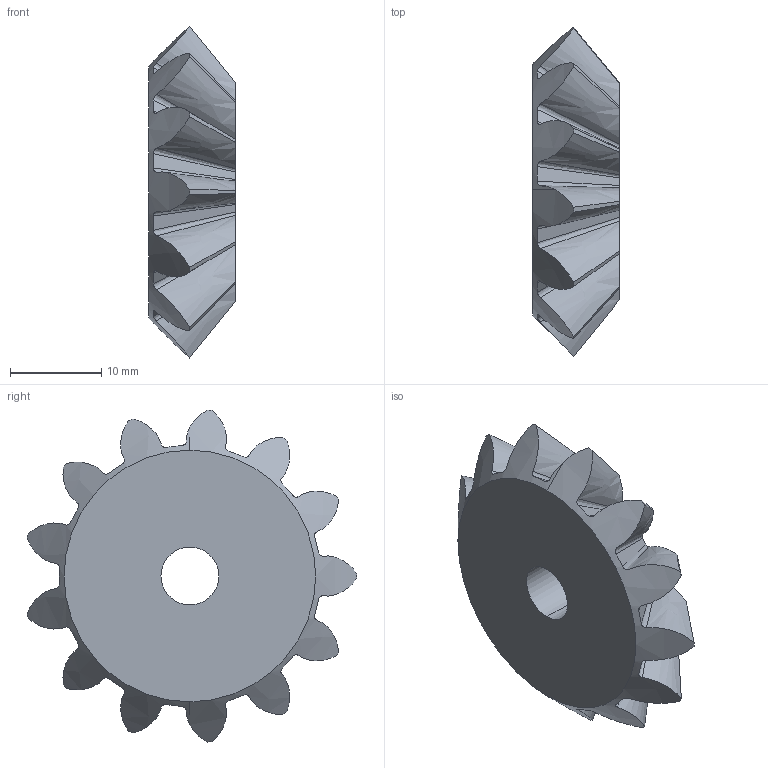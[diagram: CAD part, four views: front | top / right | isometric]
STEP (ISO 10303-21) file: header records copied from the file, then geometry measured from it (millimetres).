
FILE_DESCRIPTION (( 'STEP AP214' ), '1' );
FILE_NAME ('Swerve Miter Gear.STEP', '2022-12-30T03:17:51', ( '' ), ( '' ), 'SwSTEP 2.0', 'SolidWorks 2021', '' );
FILE_SCHEMA (( 'AUTOMOTIVE_DESIGN' ));
Length unit declared in the file: inch
Products named in the file (1): Swerve Miter Gear
Bounding box: 9.53 x 36.14 x 36.41 mm (x, y, z)
Volume: 5090 mm3; surface area: 2869.2 mm2
Topology: 1 solids, 1 shells, 84 faces, 246 edges, 164 vertices
Faces by surface type: bspline 65, cone 15, cylinder 2, plane 2
Entity records: 3911 total; most frequent: CARTESIAN_POINT 2179, ORIENTED_EDGE 492, EDGE_CURVE 246, VERTEX_POINT 164, B_SPLINE_CURVE_WITH_KNOTS 159, DIRECTION 158, EDGE_LOOP 86, FACE_OUTER_BOUND 84
